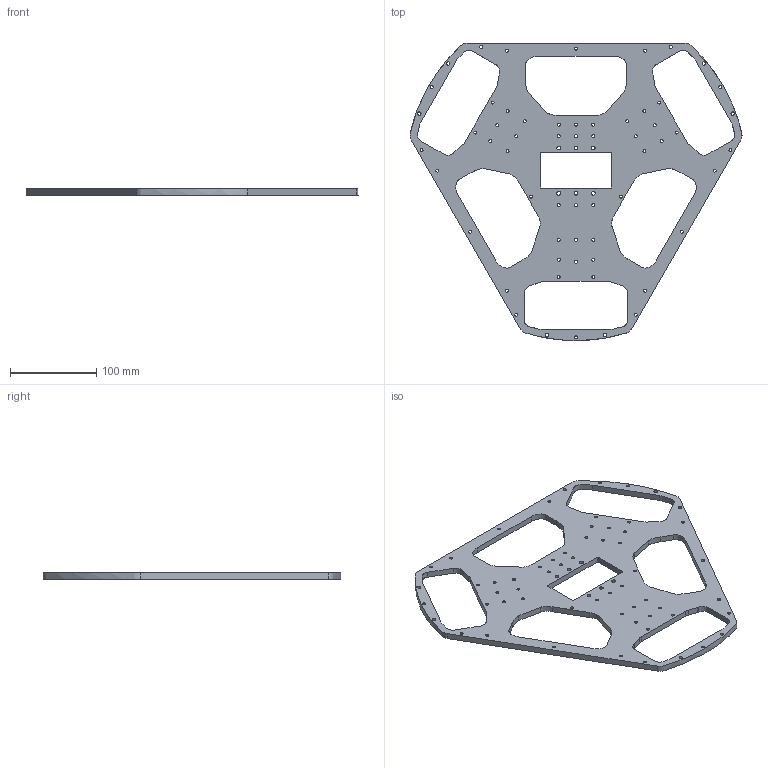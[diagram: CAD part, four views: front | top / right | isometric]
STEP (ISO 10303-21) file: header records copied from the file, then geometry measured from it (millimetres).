
FILE_DESCRIPTION(/* description */ (''),/* implementation_level */ '2;1');
FILE_NAME(/* name */ 'O_CHAS~3',/* time_stamp */ '2025-12-01T22:33:05+08:00',/* author */ (''),/* organization */ (''),/* preprocessor_version */ 'ST-DEVELOPER v16.5',/* originating_system */ '',/* authorisation */ '');
FILE_SCHEMA (('CONFIG_CONTROL_DESIGN'));
Length unit declared in the file: millimetre
Products named in the file (1): Document
Bounding box: 384.48 x 344.37 x 7 mm (x, y, z)
Volume: 355101.9 mm3; surface area: 129916 mm2
Topology: 1 solids, 1 shells, 1126 faces, 3372 edges, 2248 vertices
Faces by surface type: plane 1029, cylinder 60, bspline 37
Entity records: 33498 total; most frequent: CARTESIAN_POINT 11025, ORIENTED_EDGE 6744, EDGE_CURVE 3372, B_SPLINE_CURVE_WITH_KNOTS 3084, VERTEX_POINT 2248, EDGE_LOOP 1270, ADVANCED_FACE 1126, FACE_OUTER_BOUND 1126
